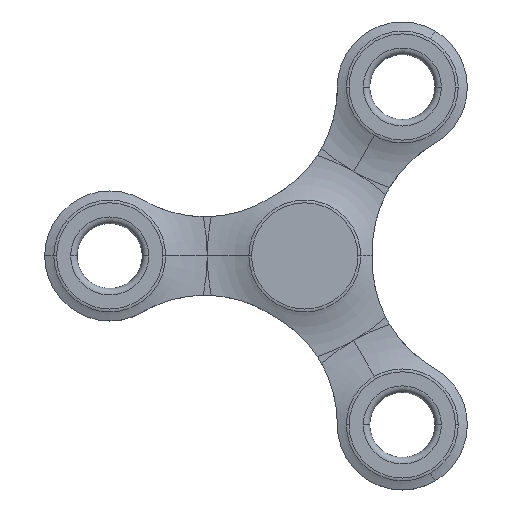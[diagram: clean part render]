
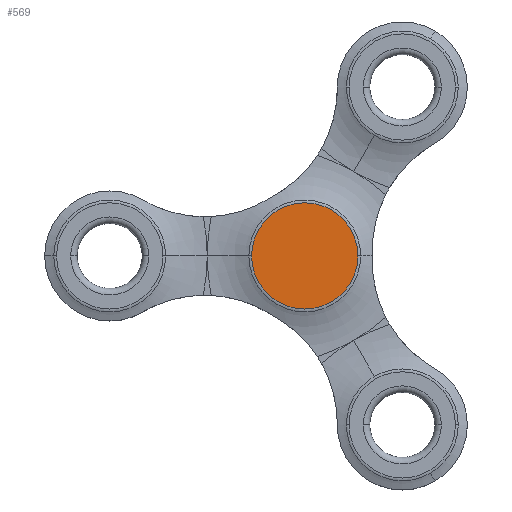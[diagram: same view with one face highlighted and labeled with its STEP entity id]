
A CAD part, top view. The second image highlights one B-rep face of the part: STEP entity #569.
In plain terms, the highlighted planar face has unit normal (0, 0, 1).
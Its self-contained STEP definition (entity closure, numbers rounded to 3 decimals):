
#27 = PLANE ( 'NONE',  #1840 ) ;
#82 = CIRCLE ( 'NONE', #2810, 4.086 ) ;
#260 = CARTESIAN_POINT ( 'NONE',  ( 0., 0., 4.4 ) ) ;
#414 = CARTESIAN_POINT ( 'NONE',  ( -4.086, 0., 4.4 ) ) ;
#569 = ADVANCED_FACE ( 'NONE', ( #2847 ), #27, .T. ) ;
#574 = EDGE_CURVE ( 'NONE', #807, #1385, #2243, .T. ) ;
#595 = EDGE_LOOP ( 'NONE', ( #1256, #1750 ) ) ;
#807 = VERTEX_POINT ( 'NONE', #414 ) ;
#853 = DIRECTION ( 'NONE',  ( 1., 0., 0. ) ) ;
#887 = AXIS2_PLACEMENT_3D ( 'NONE', #1006, #2901, #2862 ) ;
#1006 = CARTESIAN_POINT ( 'NONE',  ( 0., 0., 4.4 ) ) ;
#1138 = DIRECTION ( 'NONE',  ( 0., 0., 1. ) ) ;
#1256 = ORIENTED_EDGE ( 'NONE', *, *, #574, .T. ) ;
#1385 = VERTEX_POINT ( 'NONE', #1613 ) ;
#1613 = CARTESIAN_POINT ( 'NONE',  ( 4.086, 0., 4.4 ) ) ;
#1750 = ORIENTED_EDGE ( 'NONE', *, *, #1788, .T. ) ;
#1788 = EDGE_CURVE ( 'NONE', #1385, #807, #82, .T. ) ;
#1840 = AXIS2_PLACEMENT_3D ( 'NONE', #260, #2140, #1901 ) ;
#1901 = DIRECTION ( 'NONE',  ( 1., 0., 0. ) ) ;
#2140 = DIRECTION ( 'NONE',  ( 0., 0., 1. ) ) ;
#2243 = CIRCLE ( 'NONE', #887, 4.086 ) ;
#2573 = CARTESIAN_POINT ( 'NONE',  ( 0., 0., 4.4 ) ) ;
#2810 = AXIS2_PLACEMENT_3D ( 'NONE', #2573, #1138, #853 ) ;
#2847 = FACE_OUTER_BOUND ( 'NONE', #595, .T. ) ;
#2862 = DIRECTION ( 'NONE',  ( 1., 0., 0. ) ) ;
#2901 = DIRECTION ( 'NONE',  ( 0., 0., 1. ) ) ;
